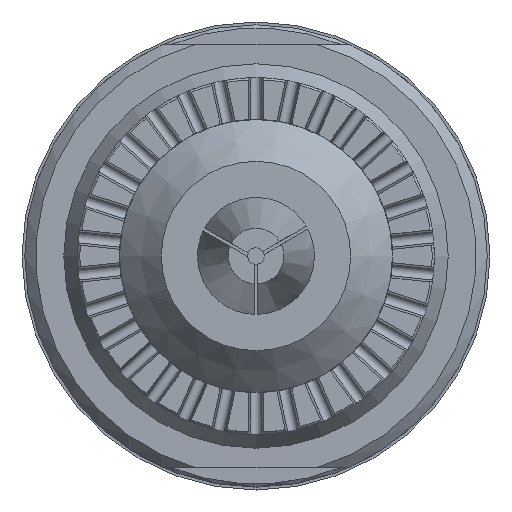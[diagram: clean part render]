
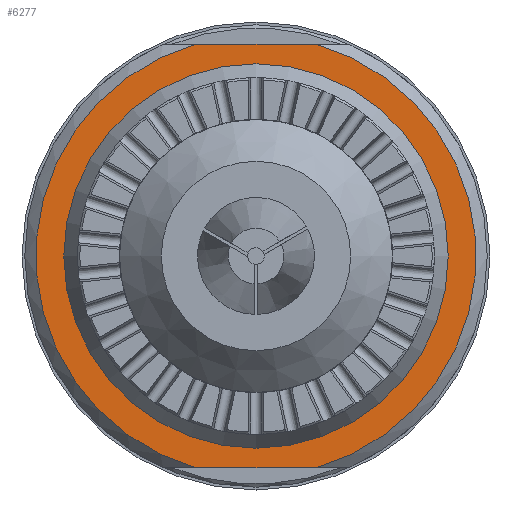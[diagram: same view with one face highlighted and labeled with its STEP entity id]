
A CAD part, left-side view. The second image highlights one B-rep face of the part: STEP entity #6277.
In plain terms, the highlighted planar face has unit normal (-1, 0, 0).
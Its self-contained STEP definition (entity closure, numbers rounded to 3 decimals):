
#617=FACE_BOUND('',#2069,.T.);
#639=LINE('',#9060,#1148);
#640=LINE('',#9062,#1149);
#1148=VECTOR('',#7302,10.);
#1149=VECTOR('',#7303,10.);
#1717=FACE_OUTER_BOUND('',#2068,.T.);
#2068=EDGE_LOOP('',(#4198,#4199,#4200,#4201));
#2069=EDGE_LOOP('',(#4202));
#2441=CIRCLE('',#6658,19.75);
#2442=CIRCLE('',#6660,19.75);
#2443=CIRCLE('',#6661,8.);
#2660=VERTEX_POINT('',#9046);
#2663=VERTEX_POINT('',#9053);
#2664=VERTEX_POINT('',#9059);
#2665=VERTEX_POINT('',#9061);
#2666=VERTEX_POINT('',#9064);
#3267=EDGE_CURVE('',#2663,#2660,#2441,.T.);
#3268=EDGE_CURVE('',#2664,#2660,#639,.T.);
#3269=EDGE_CURVE('',#2663,#2665,#640,.T.);
#3270=EDGE_CURVE('',#2664,#2665,#2442,.T.);
#3271=EDGE_CURVE('',#2666,#2666,#2443,.T.);
#4198=ORIENTED_EDGE('',*,*,#3268,.T.);
#4199=ORIENTED_EDGE('',*,*,#3267,.F.);
#4200=ORIENTED_EDGE('',*,*,#3269,.T.);
#4201=ORIENTED_EDGE('',*,*,#3270,.F.);
#4202=ORIENTED_EDGE('',*,*,#3271,.T.);
#6047=PLANE('',#6659);
#6277=ADVANCED_FACE('',(#1717,#617),#6047,.T.);
#6658=AXIS2_PLACEMENT_3D('',#9057,#7298,#7299);
#6659=AXIS2_PLACEMENT_3D('',#9058,#7300,#7301);
#6660=AXIS2_PLACEMENT_3D('',#9063,#7304,#7305);
#6661=AXIS2_PLACEMENT_3D('',#9065,#7306,#7307);
#7298=DIRECTION('center_axis',(1.,0.,0.));
#7299=DIRECTION('ref_axis',(0.,1.,0.));
#7300=DIRECTION('center_axis',(-1.,0.,0.));
#7301=DIRECTION('ref_axis',(0.,0.,
1.));
#7302=DIRECTION('',(0.,-1.,0.));
#7303=DIRECTION('',(0.,1.,0.));
#7304=DIRECTION('center_axis',(1.,0.,0.));
#7305=DIRECTION('ref_axis',(0.,1.,0.));
#7306=DIRECTION('center_axis',(1.,0.,0.));
#7307=DIRECTION('ref_axis',(0.,1.,0.));
#9046=CARTESIAN_POINT('',(-85.,-5.391,-19.));
#9053=CARTESIAN_POINT('',(-85.,-5.391,19.));
#9057=CARTESIAN_POINT('Origin',(-85.,0.,0.));
#9058=CARTESIAN_POINT('Origin',(-85.,13.875,0.));
#9059=CARTESIAN_POINT('',(-85.,5.391,-19.));
#9060=CARTESIAN_POINT('',(-85.,1.392,-19.));
#9061=CARTESIAN_POINT('',(-85.,5.391,19.));
#9062=CARTESIAN_POINT('',(-85.,12.483,19.));
#9063=CARTESIAN_POINT('Origin',(-85.,0.,0.));
#9064=CARTESIAN_POINT('',(-85.,-8.,0.));
#9065=CARTESIAN_POINT('Origin',(-85.,0.,0.));
